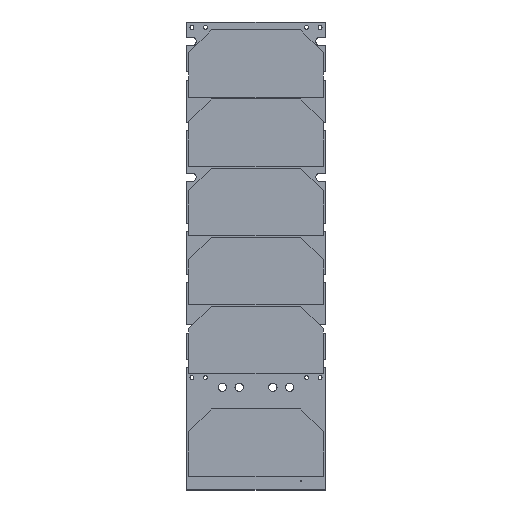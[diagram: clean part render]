
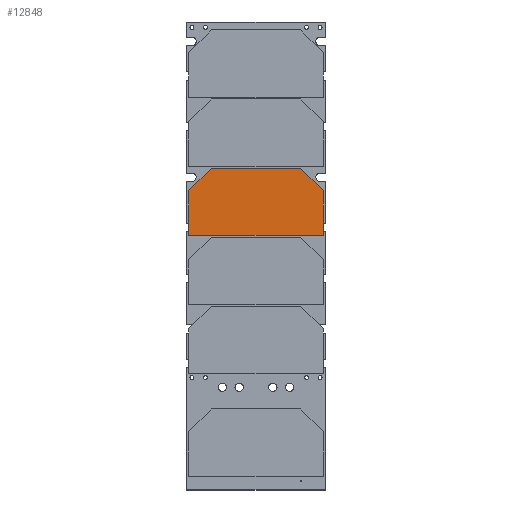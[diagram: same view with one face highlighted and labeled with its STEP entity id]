
A CAD part, top view. The second image highlights one B-rep face of the part: STEP entity #12848.
In plain terms, the highlighted planar face has unit normal (0, 0, 1).
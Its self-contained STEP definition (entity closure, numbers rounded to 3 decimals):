
#280=PLANE('',#13764);
#864=FACE_OUTER_BOUND('',#1624,.T.);
#1624=EDGE_LOOP('',(#9484,#9485,#9486,#9487,#9488,#9489));
#2413=LINE('',#18813,#4006);
#2417=LINE('',#18820,#4010);
#2420=LINE('',#18826,#4013);
#2423=LINE('',#18832,#4016);
#2426=LINE('',#18838,#4019);
#2428=LINE('',#18841,#4021);
#4006=VECTOR('',#15220,1000.);
#4010=VECTOR('',#15226,1000.);
#4013=VECTOR('',#15231,1000.);
#4016=VECTOR('',#15236,1000.);
#4019=VECTOR('',#15241,1000.);
#4021=VECTOR('',#15245,1000.);
#5895=VERTEX_POINT('',#18810);
#5896=VERTEX_POINT('',#18812);
#5898=VERTEX_POINT('',#18818);
#5900=VERTEX_POINT('',#18824);
#5902=VERTEX_POINT('',#18830);
#5904=VERTEX_POINT('',#18836);
#7229=EDGE_CURVE('',#5896,#5895,#2413,.T.);
#7233=EDGE_CURVE('',#5895,#5898,#2417,.T.);
#7236=EDGE_CURVE('',#5898,#5900,#2420,.T.);
#7239=EDGE_CURVE('',#5900,#5902,#2423,.T.);
#7242=EDGE_CURVE('',#5902,#5904,#2426,.T.);
#7244=EDGE_CURVE('',#5904,#5896,#2428,.T.);
#9484=ORIENTED_EDGE('',*,*,#7229,.T.);
#9485=ORIENTED_EDGE('',*,*,#7233,.T.);
#9486=ORIENTED_EDGE('',*,*,#7236,.T.);
#9487=ORIENTED_EDGE('',*,*,#7239,.T.);
#9488=ORIENTED_EDGE('',*,*,#7242,.T.);
#9489=ORIENTED_EDGE('',*,*,#7244,.T.);
#12848=ADVANCED_FACE('',(#864),#280,.T.);
#13764=AXIS2_PLACEMENT_3D('',#18842,#15246,#15247);
#15220=DIRECTION('',(0.,1.,0.));
#15226=DIRECTION('',(-0.707,0.707,0.));
#15231=DIRECTION('',(-1.,0.,0.));
#15236=DIRECTION('',(-0.707,-0.707,0.));
#15241=DIRECTION('',(0.,-1.,0.));
#15245=DIRECTION('',(1.,0.,0.));
#15246=DIRECTION('center_axis',(0.,0.,1.));
#15247=DIRECTION('ref_axis',(1.,0.,0.));
#18810=CARTESIAN_POINT('',(80.,26.595,0.28));
#18812=CARTESIAN_POINT('',(80.,0.095,0.28));
#18813=CARTESIAN_POINT('',(80.,0.095,0.28));
#18818=CARTESIAN_POINT('',(66.5,40.095,0.28));
#18820=CARTESIAN_POINT('',(80.,26.595,0.28));
#18824=CARTESIAN_POINT('',(13.5,40.095,0.28));
#18826=CARTESIAN_POINT('',(66.5,40.095,0.28));
#18830=CARTESIAN_POINT('',(0.,26.595,0.28));
#18832=CARTESIAN_POINT('',(0.,26.595,0.28));
#18836=CARTESIAN_POINT('',(0.,0.095,0.28));
#18838=CARTESIAN_POINT('',(0.,0.095,0.28));
#18841=CARTESIAN_POINT('',(0.,0.095,0.28));
#18842=CARTESIAN_POINT('Origin',(40.,7.7,0.28));
